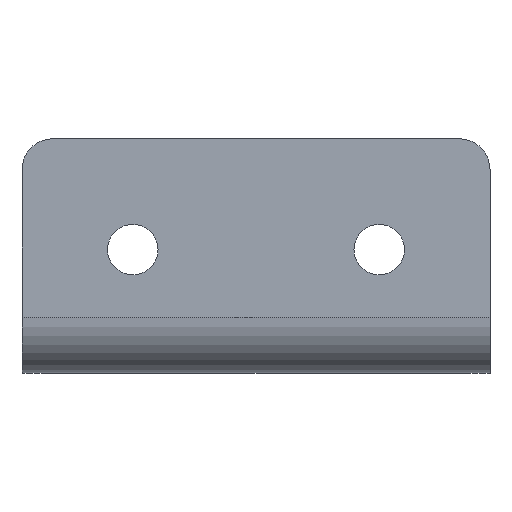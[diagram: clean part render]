
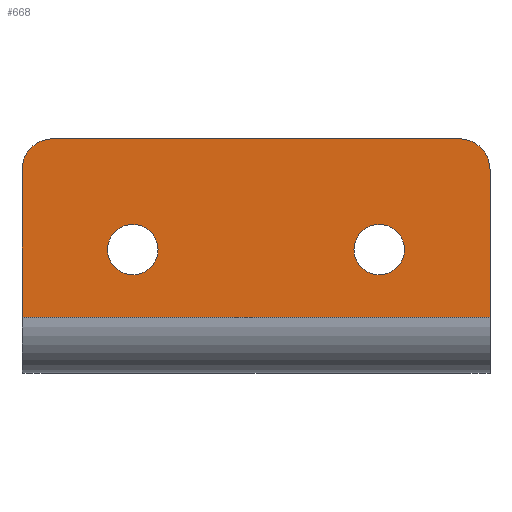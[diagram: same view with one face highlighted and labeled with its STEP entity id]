
A CAD part, top view. The second image highlights one B-rep face of the part: STEP entity #668.
In plain terms, the highlighted planar face has unit normal (0, 0, 1).
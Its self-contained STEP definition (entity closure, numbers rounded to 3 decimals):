
#1 = CIRCLE ( 'NONE', #144, 4.1 ) ;
#21 = CARTESIAN_POINT ( 'NONE',  ( 15.9, 20., 0. ) ) ;
#22 = VERTEX_POINT ( 'NONE', #240 ) ;
#29 = LINE ( 'NONE', #379, #343 ) ;
#35 = PLANE ( 'NONE',  #159 ) ;
#48 = ORIENTED_EDGE ( 'NONE', *, *, #580, .T. ) ;
#56 = EDGE_CURVE ( 'NONE', #435, #66, #684, .T. ) ;
#66 = VERTEX_POINT ( 'NONE', #210 ) ;
#68 = EDGE_CURVE ( 'NONE', #22, #712, #249, .T. ) ;
#71 = AXIS2_PLACEMENT_3D ( 'NONE', #143, #87, #763 ) ;
#87 = DIRECTION ( 'NONE',  ( 0., 0., -1. ) ) ;
#130 = CARTESIAN_POINT ( 'NONE',  ( 20., 20., 0. ) ) ;
#131 = CARTESIAN_POINT ( 'NONE',  ( -24.1, 20., 0. ) ) ;
#132 = DIRECTION ( 'NONE',  ( -1., 0., 0. ) ) ;
#143 = CARTESIAN_POINT ( 'NONE',  ( 20., 20., 0. ) ) ;
#144 = AXIS2_PLACEMENT_3D ( 'NONE', #557, #355, #768 ) ;
#145 = CARTESIAN_POINT ( 'NONE',  ( 38., 33., 0. ) ) ;
#150 = LINE ( 'NONE', #171, #509 ) ;
#159 = AXIS2_PLACEMENT_3D ( 'NONE', #170, #576, #573 ) ;
#162 = FACE_OUTER_BOUND ( 'NONE', #725, .T. ) ;
#170 = CARTESIAN_POINT ( 'NONE',  ( 38., 0., 0. ) ) ;
#171 = CARTESIAN_POINT ( 'NONE',  ( 38., 0., 0. ) ) ;
#179 = EDGE_CURVE ( 'NONE', #229, #367, #221, .T. ) ;
#188 = EDGE_LOOP ( 'NONE', ( #578, #314 ) ) ;
#210 = CARTESIAN_POINT ( 'NONE',  ( -38., 9., 0. ) ) ;
#221 = CIRCLE ( 'NONE', #402, 4.1 ) ;
#229 = VERTEX_POINT ( 'NONE', #21 ) ;
#240 = CARTESIAN_POINT ( 'NONE',  ( -33., 38., 0. ) ) ;
#249 = CIRCLE ( 'NONE', #358, 5. ) ;
#255 = DIRECTION ( 'NONE',  ( 1., 0., 0. ) ) ;
#256 = VERTEX_POINT ( 'NONE', #145 ) ;
#259 = EDGE_CURVE ( 'NONE', #256, #435, #150, .T. ) ;
#287 = DIRECTION ( 'NONE',  ( -1., 0., 0. ) ) ;
#295 = DIRECTION ( 'NONE',  ( 0., 0., 1. ) ) ;
#300 = ORIENTED_EDGE ( 'NONE', *, *, #179, .T. ) ;
#309 = CIRCLE ( 'NONE', #71, 4.1 ) ;
#314 = ORIENTED_EDGE ( 'NONE', *, *, #349, .F. ) ;
#326 = ORIENTED_EDGE ( 'NONE', *, *, #479, .T. ) ;
#341 = DIRECTION ( 'NONE',  ( -1., 0., 0. ) ) ;
#343 = VECTOR ( 'NONE', #570, 1000. ) ;
#349 = EDGE_CURVE ( 'NONE', #499, #440, #538, .T. ) ;
#355 = DIRECTION ( 'NONE',  ( 0., 0., 1. ) ) ;
#358 = AXIS2_PLACEMENT_3D ( 'NONE', #620, #678, #681 ) ;
#367 = VERTEX_POINT ( 'NONE', #870 ) ;
#377 = ORIENTED_EDGE ( 'NONE', *, *, #765, .T. ) ;
#379 = CARTESIAN_POINT ( 'NONE',  ( -38., 0., 0. ) ) ;
#402 = AXIS2_PLACEMENT_3D ( 'NONE', #130, #746, #132 ) ;
#435 = VERTEX_POINT ( 'NONE', #530 ) ;
#440 = VERTEX_POINT ( 'NONE', #131 ) ;
#444 = FACE_BOUND ( 'NONE', #188, .T. ) ;
#473 = ORIENTED_EDGE ( 'NONE', *, *, #68, .T. ) ;
#479 = EDGE_CURVE ( 'NONE', #367, #229, #309, .T. ) ;
#480 = CARTESIAN_POINT ( 'NONE',  ( 38., 9., 0. ) ) ;
#485 = CARTESIAN_POINT ( 'NONE',  ( -15.9, 20., 0. ) ) ;
#499 = VERTEX_POINT ( 'NONE', #485 ) ;
#500 = EDGE_CURVE ( 'NONE', #440, #499, #1, .T. ) ;
#509 = VECTOR ( 'NONE', #517, 1000. ) ;
#516 = CARTESIAN_POINT ( 'NONE',  ( -38., 33., 0. ) ) ;
#517 = DIRECTION ( 'NONE',  ( 0., -1., 0. ) ) ;
#530 = CARTESIAN_POINT ( 'NONE',  ( 38., 9., 0. ) ) ;
#531 = EDGE_LOOP ( 'NONE', ( #300, #326 ) ) ;
#537 = DIRECTION ( 'NONE',  ( -1., 0., 0. ) ) ;
#538 = CIRCLE ( 'NONE', #646, 4.1 ) ;
#557 = CARTESIAN_POINT ( 'NONE',  ( -20., 20., 0. ) ) ;
#559 = CARTESIAN_POINT ( 'NONE',  ( 33., 38., 0. ) ) ;
#564 = AXIS2_PLACEMENT_3D ( 'NONE', #686, #295, #287 ) ;
#570 = DIRECTION ( 'NONE',  ( 0., -1., 0. ) ) ;
#573 = DIRECTION ( 'NONE',  ( -1., 0., 0. ) ) ;
#576 = DIRECTION ( 'NONE',  ( 0., 0., -1. ) ) ;
#578 = ORIENTED_EDGE ( 'NONE', *, *, #500, .F. ) ;
#580 = EDGE_CURVE ( 'NONE', #256, #589, #736, .T. ) ;
#589 = VERTEX_POINT ( 'NONE', #559 ) ;
#620 = CARTESIAN_POINT ( 'NONE',  ( -33., 33., 0. ) ) ;
#639 = ORIENTED_EDGE ( 'NONE', *, *, #259, .F. ) ;
#646 = AXIS2_PLACEMENT_3D ( 'NONE', #733, #807, #255 ) ;
#650 = FACE_BOUND ( 'NONE', #531, .T. ) ;
#654 = EDGE_CURVE ( 'NONE', #712, #66, #29, .T. ) ;
#668 = ADVANCED_FACE ( 'NONE', ( #162, #650, #444 ), #35, .F. ) ;
#678 = DIRECTION ( 'NONE',  ( 0., 0., 1. ) ) ;
#679 = VECTOR ( 'NONE', #341, 1000. ) ;
#681 = DIRECTION ( 'NONE',  ( -1., 0., 0. ) ) ;
#684 = LINE ( 'NONE', #480, #679 ) ;
#686 = CARTESIAN_POINT ( 'NONE',  ( 33., 33., 0. ) ) ;
#700 = VECTOR ( 'NONE', #537, 1000. ) ;
#712 = VERTEX_POINT ( 'NONE', #516 ) ;
#718 = CARTESIAN_POINT ( 'NONE',  ( 38., 38., 0. ) ) ;
#725 = EDGE_LOOP ( 'NONE', ( #639, #48, #377, #473, #864, #735 ) ) ;
#732 = LINE ( 'NONE', #718, #700 ) ;
#733 = CARTESIAN_POINT ( 'NONE',  ( -20., 20., 0. ) ) ;
#735 = ORIENTED_EDGE ( 'NONE', *, *, #56, .F. ) ;
#736 = CIRCLE ( 'NONE', #564, 5. ) ;
#746 = DIRECTION ( 'NONE',  ( 0., 0., -1. ) ) ;
#763 = DIRECTION ( 'NONE',  ( -1., 0., 0. ) ) ;
#765 = EDGE_CURVE ( 'NONE', #589, #22, #732, .T. ) ;
#768 = DIRECTION ( 'NONE',  ( 1., 0., 0. ) ) ;
#807 = DIRECTION ( 'NONE',  ( 0., 0., 1. ) ) ;
#864 = ORIENTED_EDGE ( 'NONE', *, *, #654, .T. ) ;
#870 = CARTESIAN_POINT ( 'NONE',  ( 24.1, 20., 0. ) ) ;
